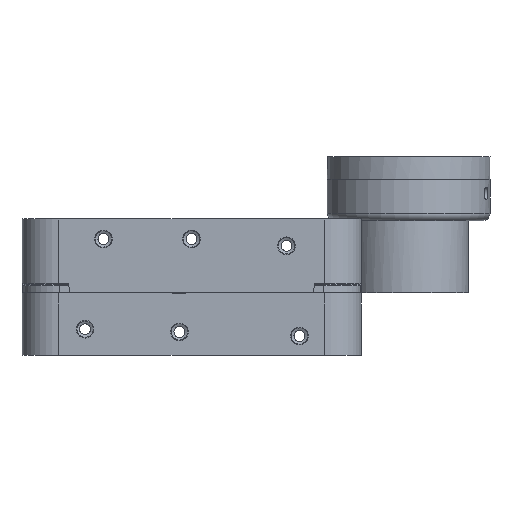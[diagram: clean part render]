
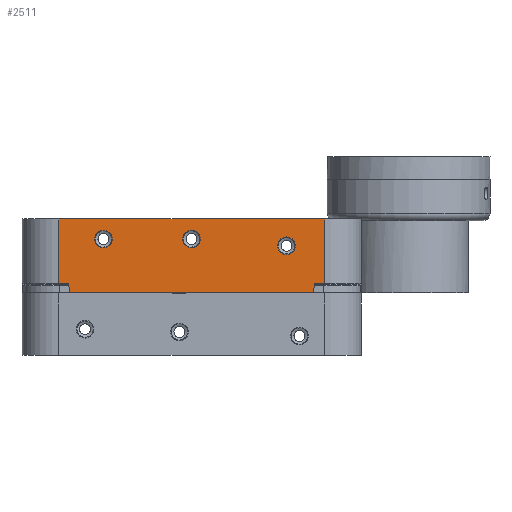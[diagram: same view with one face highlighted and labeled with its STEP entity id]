
A CAD part, left-side view. The second image highlights one B-rep face of the part: STEP entity #2511.
In plain terms, the highlighted planar face has unit normal (-1, 0, 0).
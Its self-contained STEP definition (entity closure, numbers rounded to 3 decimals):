
#2511=ADVANCED_FACE('',(#7991,#7992,#7993,#7994,#7995,#7996,#7997),#3845,
 .F.);
#3845=PLANE('',#23988);
#5294=LINE('',#32671,#6637);
#5349=LINE('',#33004,#6692);
#5366=LINE('',#33069,#6709);
#5367=LINE('',#33073,#6710);
#5368=LINE('',#33077,#6711);
#5369=LINE('',#33081,#6712);
#5370=LINE('',#33085,#6713);
#5371=LINE('',#33089,#6714);
#5372=LINE('',#33090,#6715);
#5373=LINE('',#33093,#6716);
#5374=LINE('',#33094,#6717);
#5375=LINE('',#33096,#6718);
#5376=LINE('',#33098,#6719);
#5377=LINE('',#33100,#6720);
#5378=LINE('',#33101,#6721);
#5379=LINE('',#33103,#6722);
#6637=VECTOR('',#26390,1.);
#6692=VECTOR('',#26543,1.);
#6709=VECTOR('',#26588,1.);
#6710=VECTOR('',#26591,1.);
#6711=VECTOR('',#26594,1.);
#6712=VECTOR('',#26597,1.);
#6713=VECTOR('',#26600,1.);
#6714=VECTOR('',#26603,1.);
#6715=VECTOR('',#26604,1.);
#6716=VECTOR('',#26605,1.);
#6717=VECTOR('',#26606,1.);
#6718=VECTOR('',#26607,1.);
#6719=VECTOR('',#26608,1.);
#6720=VECTOR('',#26609,1.);
#6721=VECTOR('',#26610,1.);
#6722=VECTOR('',#26611,1.);
#7991=FACE_BOUND('',#8703,.T.);
#7992=FACE_BOUND('',#8704,.T.);
#7993=FACE_BOUND('',#8705,.T.);
#7994=FACE_BOUND('',#8706,.T.);
#7995=FACE_BOUND('',#8707,.T.);
#7996=FACE_BOUND('',#8708,.T.);
#7997=FACE_BOUND('',#8709,.T.);
#8703=EDGE_LOOP('',(#10587,#10588,#10589,#10590));
#8704=EDGE_LOOP('',(#10591,#10592,#10593,#10594));
#8705=EDGE_LOOP('',(#10595,#10596,#10597,#10598));
#8706=EDGE_LOOP('',(#10599,#10600,#10601,#10602,#10603,#10604,#10605,#10606,
#10607,#10608));
#8707=EDGE_LOOP('',(#10609));
#8708=EDGE_LOOP('',(#10610));
#8709=EDGE_LOOP('',(#10611));
#10587=ORIENTED_EDGE('',*,*,#19571,.T.);
#10588=ORIENTED_EDGE('',*,*,#19572,.T.);
#10589=ORIENTED_EDGE('',*,*,#19573,.F.);
#10590=ORIENTED_EDGE('',*,*,#19574,.F.);
#10591=ORIENTED_EDGE('',*,*,#19575,.T.);
#10592=ORIENTED_EDGE('',*,*,#19576,.T.);
#10593=ORIENTED_EDGE('',*,*,#19577,.F.);
#10594=ORIENTED_EDGE('',*,*,#19578,.F.);
#10595=ORIENTED_EDGE('',*,*,#19579,.T.);
#10596=ORIENTED_EDGE('',*,*,#19580,.T.);
#10597=ORIENTED_EDGE('',*,*,#19581,.F.);
#10598=ORIENTED_EDGE('',*,*,#19582,.F.);
#10599=ORIENTED_EDGE('',*,*,#19583,.F.);
#10600=ORIENTED_EDGE('',*,*,#19584,.T.);
#10601=ORIENTED_EDGE('',*,*,#19437,.F.);
#10602=ORIENTED_EDGE('',*,*,#19585,.T.);
#10603=ORIENTED_EDGE('',*,*,#19586,.T.);
#10604=ORIENTED_EDGE('',*,*,#19587,.F.);
#10605=ORIENTED_EDGE('',*,*,#19588,.T.);
#10606=ORIENTED_EDGE('',*,*,#19542,.F.);
#10607=ORIENTED_EDGE('',*,*,#19589,.T.);
#10608=ORIENTED_EDGE('',*,*,#19590,.F.);
#10609=ORIENTED_EDGE('',*,*,#19591,.F.);
#10610=ORIENTED_EDGE('',*,*,#19592,.F.);
#10611=ORIENTED_EDGE('',*,*,#19593,.F.);
#17157=VERTEX_POINT('',#32670);
#17158=VERTEX_POINT('',#32672);
#17252=VERTEX_POINT('',#33003);
#17253=VERTEX_POINT('',#33005);
#17277=VERTEX_POINT('',#33067);
#17278=VERTEX_POINT('',#33068);
#17279=VERTEX_POINT('',#33070);
#17280=VERTEX_POINT('',#33072);
#17281=VERTEX_POINT('',#33075);
#17282=VERTEX_POINT('',#33076);
#17283=VERTEX_POINT('',#33078);
#17284=VERTEX_POINT('',#33080);
#17285=VERTEX_POINT('',#33083);
#17286=VERTEX_POINT('',#33084);
#17287=VERTEX_POINT('',#33086);
#17288=VERTEX_POINT('',#33088);
#17289=VERTEX_POINT('',#33091);
#17290=VERTEX_POINT('',#33092);
#17291=VERTEX_POINT('',#33095);
#17292=VERTEX_POINT('',#33097);
#17293=VERTEX_POINT('',#33099);
#17294=VERTEX_POINT('',#33102);
#17295=VERTEX_POINT('',#33105);
#17296=VERTEX_POINT('',#33107);
#17297=VERTEX_POINT('',#33109);
#19437=EDGE_CURVE('',#17157,#17158,#5294,.T.);
#19542=EDGE_CURVE('',#17252,#17253,#5349,.T.);
#19571=EDGE_CURVE('',#17277,#17278,#22821,.T.);
#19572=EDGE_CURVE('',#17278,#17279,#5366,.T.);
#19573=EDGE_CURVE('',#17280,#17279,#22822,.T.);
#19574=EDGE_CURVE('',#17277,#17280,#5367,.T.);
#19575=EDGE_CURVE('',#17281,#17282,#22823,.T.);
#19576=EDGE_CURVE('',#17282,#17283,#5368,.T.);
#19577=EDGE_CURVE('',#17284,#17283,#22824,.T.);
#19578=EDGE_CURVE('',#17281,#17284,#5369,.T.);
#19579=EDGE_CURVE('',#17285,#17286,#22825,.T.);
#19580=EDGE_CURVE('',#17286,#17287,#5370,.T.);
#19581=EDGE_CURVE('',#17288,#17287,#22826,.T.);
#19582=EDGE_CURVE('',#17285,#17288,#5371,.T.);
#19583=EDGE_CURVE('',#17289,#17290,#5372,.T.);
#19584=EDGE_CURVE('',#17289,#17158,#5373,.T.);
#19585=EDGE_CURVE('',#17157,#17291,#5374,.T.);
#19586=EDGE_CURVE('',#17291,#17292,#5375,.T.);
#19587=EDGE_CURVE('',#17293,#17292,#5376,.T.);
#19588=EDGE_CURVE('',#17293,#17253,#5377,.T.);
#19589=EDGE_CURVE('',#17252,#17294,#5378,.T.);
#19590=EDGE_CURVE('',#17290,#17294,#5379,.T.);
#19591=EDGE_CURVE('',#17295,#17295,#22827,.T.);
#19592=EDGE_CURVE('',#17296,#17296,#22828,.T.);
#19593=EDGE_CURVE('',#17297,#17297,#22829,.T.);
#22821=CIRCLE('',#23979,6.55);
#22822=CIRCLE('',#23980,6.45);
#22823=CIRCLE('',#23981,6.55);
#22824=CIRCLE('',#23982,6.45);
#22825=CIRCLE('',#23983,6.55);
#22826=CIRCLE('',#23984,6.45);
#22827=CIRCLE('',#23985,6.);
#22828=CIRCLE('',#23986,6.);
#22829=CIRCLE('',#23987,6.);
#23979=AXIS2_PLACEMENT_3D('',#33066,#26586,#26587);
#23980=AXIS2_PLACEMENT_3D('',#33071,#26589,#26590);
#23981=AXIS2_PLACEMENT_3D('',#33074,#26592,#26593);
#23982=AXIS2_PLACEMENT_3D('',#33079,#26595,#26596);
#23983=AXIS2_PLACEMENT_3D('',#33082,#26598,#26599);
#23984=AXIS2_PLACEMENT_3D('',#33087,#26601,#26602);
#23985=AXIS2_PLACEMENT_3D('',#33104,#26612,#26613);
#23986=AXIS2_PLACEMENT_3D('',#33106,#26614,#26615);
#23987=AXIS2_PLACEMENT_3D('',#33108,#26616,#26617);
#23988=AXIS2_PLACEMENT_3D('',#33110,#26618,#26619);
#26390=DIRECTION('',(0.,1.,0.));
#26543=DIRECTION('',(0.,-1.,0.));
#26586=DIRECTION('',(1.,0.,0.));
#26587=DIRECTION('',(0.,0.,-1.));
#26588=DIRECTION('',(0.,0.,1.));
#26589=DIRECTION('',(1.,0.,0.));
#26590=DIRECTION('',(0.,0.,-1.));
#26591=DIRECTION('',(0.,-1.,0.));
#26592=DIRECTION('',(1.,0.,0.));
#26593=DIRECTION('',(0.,0.,-1.));
#26594=DIRECTION('',(0.,0.,1.));
#26595=DIRECTION('',(1.,0.,0.));
#26596=DIRECTION('',(0.,0.,-1.));
#26597=DIRECTION('',(0.,-1.,0.));
#26598=DIRECTION('',(1.,0.,0.));
#26599=DIRECTION('',(0.,0.,-1.));
#26600=DIRECTION('',(0.,0.,1.));
#26601=DIRECTION('',(1.,0.,0.));
#26602=DIRECTION('',(0.,0.,-1.));
#26603=DIRECTION('',(0.,-1.,0.));
#26604=DIRECTION('',(0.,0.087,0.996));
#26605=DIRECTION('',(0.,-0.737,-0.676));
#26606=DIRECTION('',(0.,-0.737,0.676));
#26607=DIRECTION('',(0.,-0.087,0.996));
#26608=DIRECTION('',(0.,1.,0.));
#26609=DIRECTION('',(0.,0.,1.));
#26610=DIRECTION('',(0.,0.,-1.));
#26611=DIRECTION('',(0.,1.,0.));
#26612=DIRECTION('',(-1.,0.,0.));
#26613=DIRECTION('',(0.,0.,-1.));
#26614=DIRECTION('',(-1.,0.,0.));
#26615=DIRECTION('',(0.,0.,-1.));
#26616=DIRECTION('',(-1.,0.,0.));
#26617=DIRECTION('',(0.,0.,-1.));
#26618=DIRECTION('',(1.,0.,0.));
#26619=DIRECTION('',(0.,0.,-1.));
#32670=CARTESIAN_POINT('',(-210.,-79.474,-0.001));
#32671=CARTESIAN_POINT('',(-210.,20.,-0.001));
#32672=CARTESIAN_POINT('',(-210.,99.474,-0.001));
#33003=CARTESIAN_POINT('',(-210.,108.,54.5));
#33004=CARTESIAN_POINT('',(-210.,20.,54.5));
#33005=CARTESIAN_POINT('',(-210.,-88.,54.5));
#33066=CARTESIAN_POINT('',(-210.,-60.,34.75));
#33067=CARTESIAN_POINT('',(-210.,-53.45,34.75));
#33068=CARTESIAN_POINT('',(-210.,-60.,28.2));
#33069=CARTESIAN_POINT('',(-210.,-60.,34.75));
#33070=CARTESIAN_POINT('',(-210.,-60.,28.3));
#33071=CARTESIAN_POINT('',(-210.,-60.,34.75));
#33072=CARTESIAN_POINT('',(-210.,-53.55,34.75));
#33073=CARTESIAN_POINT('',(-210.,-60.,34.75));
#33074=CARTESIAN_POINT('',(-210.,75.,39.75));
#33075=CARTESIAN_POINT('',(-210.,81.55,39.75));
#33076=CARTESIAN_POINT('',(-210.,75.,33.2));
#33077=CARTESIAN_POINT('',(-210.,75.,39.75));
#33078=CARTESIAN_POINT('',(-210.,75.,33.3));
#33079=CARTESIAN_POINT('',(-210.,75.,39.75));
#33080=CARTESIAN_POINT('',(-210.,81.45,39.75));
#33081=CARTESIAN_POINT('',(-210.,75.,39.75));
#33082=CARTESIAN_POINT('',(-210.,10.,39.75));
#33083=CARTESIAN_POINT('',(-210.,16.55,39.75));
#33084=CARTESIAN_POINT('',(-210.,10.,33.2));
#33085=CARTESIAN_POINT('',(-210.,10.,39.75));
#33086=CARTESIAN_POINT('',(-210.,10.,33.3));
#33087=CARTESIAN_POINT('',(-210.,10.,39.75));
#33088=CARTESIAN_POINT('',(-210.,16.45,39.75));
#33089=CARTESIAN_POINT('',(-210.,10.,39.75));
#33090=CARTESIAN_POINT('',(-210.,100.133,1.819));
#33091=CARTESIAN_POINT('',(-210.,100.017,0.497));
#33092=CARTESIAN_POINT('',(-210.,100.569,6.8));
#33093=CARTESIAN_POINT('',(-210.,99.474,-0.001));
#33094=CARTESIAN_POINT('',(-210.,-79.474,-0.001));
#33095=CARTESIAN_POINT('',(-210.,-80.017,0.497));
#33096=CARTESIAN_POINT('',(-210.,-80.,0.3));
#33097=CARTESIAN_POINT('',(-210.,-80.569,6.8));
#33098=CARTESIAN_POINT('',(-210.,-97.5,6.8));
#33099=CARTESIAN_POINT('',(-210.,-88.,6.8));
#33100=CARTESIAN_POINT('',(-210.,-88.,16.033));
#33101=CARTESIAN_POINT('',(-210.,108.,6.8));
#33102=CARTESIAN_POINT('',(-210.,108.,6.8));
#33103=CARTESIAN_POINT('',(-210.,117.5,6.8));
#33104=CARTESIAN_POINT('',(-210.,10.,39.75));
#33105=CARTESIAN_POINT('',(-210.,10.,33.75));
#33106=CARTESIAN_POINT('',(-210.,75.,39.75));
#33107=CARTESIAN_POINT('',(-210.,75.,33.75));
#33108=CARTESIAN_POINT('',(-210.,-60.,34.75));
#33109=CARTESIAN_POINT('',(-210.,-60.,28.75));
#33110=CARTESIAN_POINT('',(-210.,20.,16.033));
